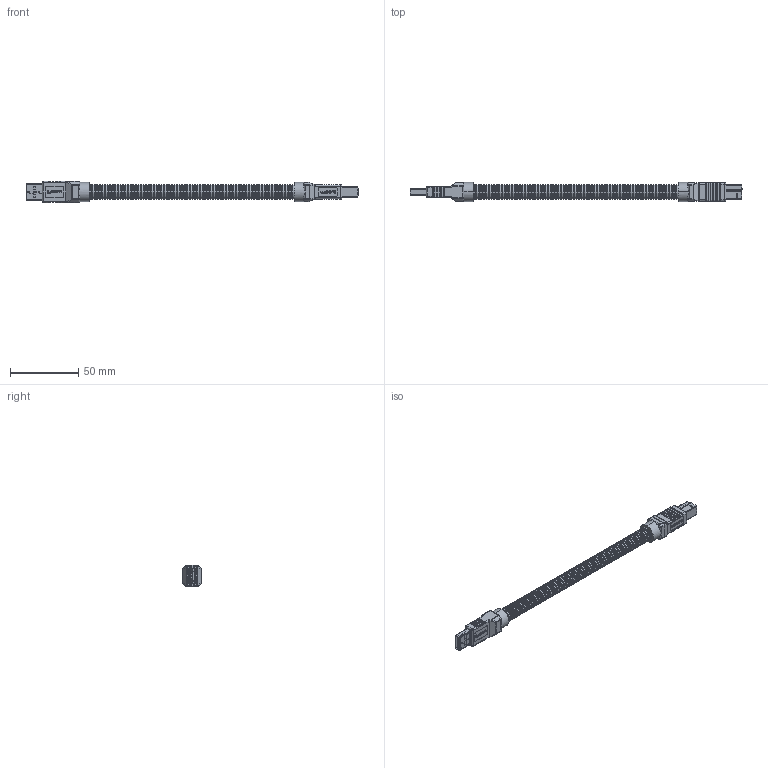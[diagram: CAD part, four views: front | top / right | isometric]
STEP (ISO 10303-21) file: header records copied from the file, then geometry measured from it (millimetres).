
FILE_DESCRIPTION (( 'STEP AP214' ), '1' );
FILE_NAME ('U3A00072.STEP', '2018-03-06T18:13:20', ( '' ), ( '' ), 'SwSTEP 2.0', 'SolidWorks 2017', '' );
FILE_SCHEMA (( 'AUTOMOTIVE_DESIGN' ));
Length unit declared in the file: inch
Products named in the file (17): 1AA05-075-MA1___; MTN-593; MTN-1026; 1AA05-046-MA3; 1AL08-429; MTN-1027_NO CBL; MTN-1026_NO CABLE; MTN-1027_NO CABLE; 1AY06-121_150mm long; 1AA05-075_SR CRIMPED; MTN-597; 1AA05-075-MA3_SR CRIMPED; U3A00072; 1AA05-046-MA1; 1AA05-046-MA2_Without Crimp; 1AA05-075-MA2___
Assembly tree (16 placements, depth 4):
  U3A00072
    1AL08-429
    MTN-1026_NO CABLE
      MTN-593
        1AA05-046-MA3
        MTN-593
      1AA05-046-MA1
      1AA05-046-MA2_Without Crimp
      MTN-1026
    MTN-1027_NO CABLE
      1AA05-075_SR CRIMPED
        1AA05-075-MA1___
        1AA05-075-MA2___
        1AA05-075-MA3_SR CRIMPED
      MTN-1027_NO CBL
      MTN-597
    1AY06-121_150mm long
Bounding box: 243.4 x 14 x 15.7 mm (x, y, z)
Volume: 19787.8 mm3; surface area: 30397.9 mm2
Topology: 36 solids, 36 shells, 4166 faces, 10024 edges, 6260 vertices
Faces by surface type: plane 2078, cylinder 1014, torus 791, bspline 230, sphere 53
Entity records: 136612 total; most frequent: CARTESIAN_POINT 32199, DIRECTION 20895, ORIENTED_EDGE 19986, EDGE_CURVE 9993, AXIS2_PLACEMENT_3D 7538, VERTEX_POINT 6260, LINE 5819, VECTOR 5819
